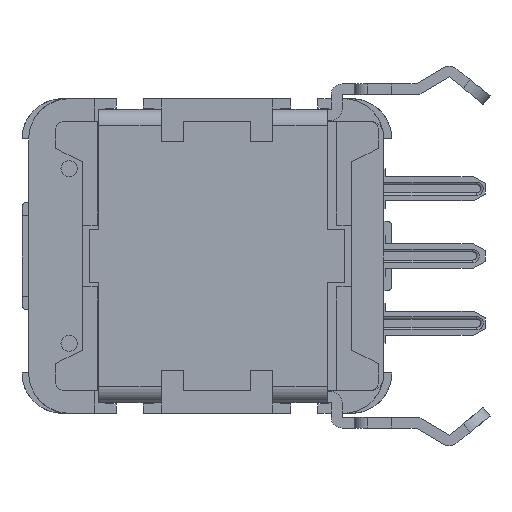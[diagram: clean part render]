
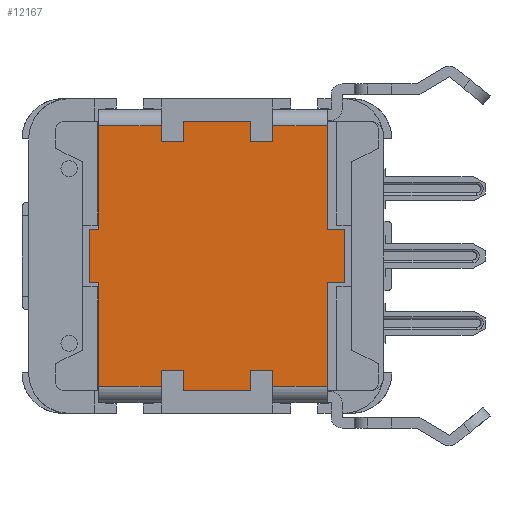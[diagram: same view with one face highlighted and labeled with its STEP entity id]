
A CAD part, front view. The second image highlights one B-rep face of the part: STEP entity #12167.
In plain terms, the highlighted planar face has unit normal (0, -1, 0).
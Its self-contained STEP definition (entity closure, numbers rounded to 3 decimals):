
#1366=DIRECTION('',(0.,0.,-1.));
#1367=VECTOR('',#1366,0.6);
#1368=CARTESIAN_POINT('',(2.075,0.4,-4.25));
#1369=LINE('',#1368,#1367);
#1392=DIRECTION('',(1.,0.,0.));
#1393=VECTOR('',#1392,0.825);
#1394=CARTESIAN_POINT('',(1.25,0.4,-4.25));
#1395=LINE('',#1394,#1393);
#1404=DIRECTION('',(0.,0.,1.));
#1405=VECTOR('',#1404,0.75);
#1406=CARTESIAN_POINT('',(1.25,0.4,-5.));
#1407=LINE('',#1406,#1405);
#1416=DIRECTION('',(1.,0.,0.));
#1417=VECTOR('',#1416,2.5);
#1418=CARTESIAN_POINT('',(-1.25,0.4,-5.));
#1419=LINE('',#1418,#1417);
#1428=DIRECTION('',(0.,0.,-1.));
#1429=VECTOR('',#1428,0.75);
#1430=CARTESIAN_POINT('',(-1.25,0.4,-4.25));
#1431=LINE('',#1430,#1429);
#1440=DIRECTION('',(1.,0.,0.));
#1441=VECTOR('',#1440,0.825);
#1442=CARTESIAN_POINT('',(-2.075,0.4,-4.25));
#1443=LINE('',#1442,#1441);
#1692=DIRECTION('',(1.,0.,0.));
#1693=VECTOR('',#1692,2.325);
#1694=CARTESIAN_POINT('',(-4.4,0.4,-4.85));
#1695=LINE('',#1694,#1693);
#1696=DIRECTION('',(0.,0.,1.));
#1697=VECTOR('',#1696,3.85);
#1698=CARTESIAN_POINT('',(-4.4,0.4,-4.85));
#1699=LINE('',#1698,#1697);
#1700=DIRECTION('',(-1.,0.,0.));
#1701=VECTOR('',#1700,0.35);
#1702=CARTESIAN_POINT('',(-4.4,0.4,-1.));
#1703=LINE('',#1702,#1701);
#1704=DIRECTION('',(0.,0.,1.));
#1705=VECTOR('',#1704,2.);
#1706=CARTESIAN_POINT('',(-4.75,0.4,-1.));
#1707=LINE('',#1706,#1705);
#1708=DIRECTION('',(1.,0.,0.));
#1709=VECTOR('',#1708,0.35);
#1710=CARTESIAN_POINT('',(-4.75,0.4,1.));
#1711=LINE('',#1710,#1709);
#1712=DIRECTION('',(0.,0.,1.));
#1713=VECTOR('',#1712,3.85);
#1714=CARTESIAN_POINT('',(-4.4,0.4,1.));
#1715=LINE('',#1714,#1713);
#1716=DIRECTION('',(0.,0.,1.));
#1717=VECTOR('',#1716,0.6);
#1718=CARTESIAN_POINT('',(2.075,0.4,4.25));
#1719=LINE('',#1718,#1717);
#1720=DIRECTION('',(0.,0.,-1.));
#1721=VECTOR('',#1720,3.85);
#1722=CARTESIAN_POINT('',(4.1,0.4,4.85));
#1723=LINE('',#1722,#1721);
#1724=DIRECTION('',(1.,0.,0.));
#1725=VECTOR('',#1724,0.65);
#1726=CARTESIAN_POINT('',(4.1,0.4,1.));
#1727=LINE('',#1726,#1725);
#1728=DIRECTION('',(0.,0.,-1.));
#1729=VECTOR('',#1728,2.);
#1730=CARTESIAN_POINT('',(4.75,0.4,1.));
#1731=LINE('',#1730,#1729);
#1732=DIRECTION('',(-1.,0.,0.));
#1733=VECTOR('',#1732,0.65);
#1734=CARTESIAN_POINT('',(4.75,0.4,-1.));
#1735=LINE('',#1734,#1733);
#1736=DIRECTION('',(0.,0.,-1.));
#1737=VECTOR('',#1736,3.85);
#1738=CARTESIAN_POINT('',(4.1,0.4,-1.));
#1739=LINE('',#1738,#1737);
#1740=DIRECTION('',(0.,0.,-1.));
#1741=VECTOR('',#1740,0.6);
#1742=CARTESIAN_POINT('',(-2.075,0.4,-4.25));
#1743=LINE('',#1742,#1741);
#1748=DIRECTION('',(-1.,0.,0.));
#1749=VECTOR('',#1748,2.325);
#1750=CARTESIAN_POINT('',(-2.075,0.4,4.85));
#1751=LINE('',#1750,#1749);
#1970=DIRECTION('',(0.,0.,1.));
#1971=VECTOR('',#1970,0.6);
#1972=CARTESIAN_POINT('',(-2.075,0.4,4.25));
#1973=LINE('',#1972,#1971);
#2000=DIRECTION('',(-1.,0.,0.));
#2001=VECTOR('',#2000,0.825);
#2002=CARTESIAN_POINT('',(-1.25,0.4,4.25));
#2003=LINE('',#2002,#2001);
#2012=DIRECTION('',(0.,0.,-1.));
#2013=VECTOR('',#2012,0.75);
#2014=CARTESIAN_POINT('',(-1.25,0.4,5.));
#2015=LINE('',#2014,#2013);
#2024=DIRECTION('',(-1.,0.,0.));
#2025=VECTOR('',#2024,2.5);
#2026=CARTESIAN_POINT('',(1.25,0.4,5.));
#2027=LINE('',#2026,#2025);
#2036=DIRECTION('',(0.,0.,1.));
#2037=VECTOR('',#2036,0.75);
#2038=CARTESIAN_POINT('',(1.25,0.4,4.25));
#2039=LINE('',#2038,#2037);
#2048=DIRECTION('',(-1.,0.,0.));
#2049=VECTOR('',#2048,0.825);
#2050=CARTESIAN_POINT('',(2.075,0.4,4.25));
#2051=LINE('',#2050,#2049);
#2118=DIRECTION('',(-1.,0.,0.));
#2119=VECTOR('',#2118,2.025);
#2120=CARTESIAN_POINT('',(4.1,0.4,4.85));
#2121=LINE('',#2120,#2119);
#2502=DIRECTION('',(1.,0.,0.));
#2503=VECTOR('',#2502,2.025);
#2504=CARTESIAN_POINT('',(2.075,0.4,-4.85));
#2505=LINE('',#2504,#2503);
#8727=CARTESIAN_POINT('',(-4.4,0.4,-4.85));
#8728=CARTESIAN_POINT('',(-4.4,0.4,-1.));
#8729=VERTEX_POINT('',#8727);
#8730=VERTEX_POINT('',#8728);
#8915=CARTESIAN_POINT('',(-2.075,0.4,-4.85));
#8916=VERTEX_POINT('',#8915);
#8917=CARTESIAN_POINT('',(-2.075,0.4,-4.25));
#8918=VERTEX_POINT('',#8917);
#8919=CARTESIAN_POINT('',(-4.75,0.4,-1.));
#8920=VERTEX_POINT('',#8919);
#8921=CARTESIAN_POINT('',(-4.75,0.4,1.));
#8922=VERTEX_POINT('',#8921);
#8923=CARTESIAN_POINT('',(-4.4,0.4,1.));
#8924=VERTEX_POINT('',#8923);
#8925=CARTESIAN_POINT('',(-4.4,0.4,4.85));
#8926=VERTEX_POINT('',#8925);
#8927=CARTESIAN_POINT('',(-2.075,0.4,4.85));
#8928=VERTEX_POINT('',#8927);
#8929=CARTESIAN_POINT('',(-2.075,0.4,4.25));
#8930=VERTEX_POINT('',#8929);
#8931=CARTESIAN_POINT('',(-1.25,0.4,4.25));
#8932=VERTEX_POINT('',#8931);
#8933=CARTESIAN_POINT('',(-1.25,0.4,5.));
#8934=VERTEX_POINT('',#8933);
#8935=CARTESIAN_POINT('',(1.25,0.4,5.));
#8936=VERTEX_POINT('',#8935);
#8937=CARTESIAN_POINT('',(1.25,0.4,4.25));
#8938=VERTEX_POINT('',#8937);
#8939=CARTESIAN_POINT('',(2.075,0.4,4.25));
#8940=VERTEX_POINT('',#8939);
#8941=CARTESIAN_POINT('',(2.075,0.4,4.85));
#8942=VERTEX_POINT('',#8941);
#8943=CARTESIAN_POINT('',(4.1,0.4,4.85));
#8944=VERTEX_POINT('',#8943);
#8945=CARTESIAN_POINT('',(4.1,0.4,1.));
#8946=VERTEX_POINT('',#8945);
#8947=CARTESIAN_POINT('',(4.75,0.4,1.));
#8948=VERTEX_POINT('',#8947);
#8949=CARTESIAN_POINT('',(4.75,0.4,-1.));
#8950=VERTEX_POINT('',#8949);
#8951=CARTESIAN_POINT('',(4.1,0.4,-1.));
#8952=VERTEX_POINT('',#8951);
#8953=CARTESIAN_POINT('',(4.1,0.4,-4.85));
#8954=VERTEX_POINT('',#8953);
#8955=CARTESIAN_POINT('',(2.075,0.4,-4.85));
#8956=VERTEX_POINT('',#8955);
#8957=CARTESIAN_POINT('',(2.075,0.4,-4.25));
#8958=VERTEX_POINT('',#8957);
#8959=CARTESIAN_POINT('',(1.25,0.4,-4.25));
#8960=VERTEX_POINT('',#8959);
#8961=CARTESIAN_POINT('',(1.25,0.4,-5.));
#8962=VERTEX_POINT('',#8961);
#8963=CARTESIAN_POINT('',(-1.25,0.4,-5.));
#8964=VERTEX_POINT('',#8963);
#8965=CARTESIAN_POINT('',(-1.25,0.4,-4.25));
#8966=VERTEX_POINT('',#8965);
#12118=CARTESIAN_POINT('',(0.,0.4,0.));
#12119=DIRECTION('',(0.,-1.,0.));
#12120=DIRECTION('',(1.,0.,0.));
#12121=AXIS2_PLACEMENT_3D('',#12118,#12119,#12120);
#12122=PLANE('',#12121);
#12123=ORIENTED_EDGE('',*,*,#12113,.F.);
#12124=ORIENTED_EDGE('',*,*,#10717,.T.);
#12125=ORIENTED_EDGE('',*,*,#10742,.T.);
#12126=ORIENTED_EDGE('',*,*,#10756,.T.);
#12127=ORIENTED_EDGE('',*,*,#10770,.T.);
#12128=ORIENTED_EDGE('',*,*,#10794,.T.);
#12130=ORIENTED_EDGE('',*,*,#12129,.F.);
#12132=ORIENTED_EDGE('',*,*,#12131,.F.);
#12134=ORIENTED_EDGE('',*,*,#12133,.F.);
#12136=ORIENTED_EDGE('',*,*,#12135,.F.);
#12138=ORIENTED_EDGE('',*,*,#12137,.F.);
#12140=ORIENTED_EDGE('',*,*,#12139,.F.);
#12142=ORIENTED_EDGE('',*,*,#12141,.F.);
#12144=ORIENTED_EDGE('',*,*,#12143,.T.);
#12146=ORIENTED_EDGE('',*,*,#12145,.F.);
#12147=ORIENTED_EDGE('',*,*,#10570,.T.);
#12149=ORIENTED_EDGE('',*,*,#12148,.T.);
#12151=ORIENTED_EDGE('',*,*,#12150,.T.);
#12153=ORIENTED_EDGE('',*,*,#12152,.T.);
#12155=ORIENTED_EDGE('',*,*,#12154,.T.);
#12157=ORIENTED_EDGE('',*,*,#12156,.F.);
#12158=ORIENTED_EDGE('',*,*,#11798,.F.);
#12159=ORIENTED_EDGE('',*,*,#11822,.F.);
#12160=ORIENTED_EDGE('',*,*,#11836,.F.);
#12161=ORIENTED_EDGE('',*,*,#11850,.F.);
#12162=ORIENTED_EDGE('',*,*,#11864,.F.);
#12163=ORIENTED_EDGE('',*,*,#11878,.F.);
#12164=ORIENTED_EDGE('',*,*,#11901,.T.);
#12165=EDGE_LOOP('',(#12123,#12124,#12125,#12126,#12127,#12128,#12130,#12132,
#12134,#12136,#12138,#12140,#12142,#12144,#12146,#12147,#12149,#12151,#12153,
#12155,#12157,#12158,#12159,#12160,#12161,#12162,#12163,#12164));
#12166=FACE_OUTER_BOUND('',#12165,.F.);
#12167=ADVANCED_FACE('',(#12166),#12122,.T.);
#10570=EDGE_CURVE('',#8944,#8946,#1723,.T.);
#10717=EDGE_CURVE('',#8729,#8730,#1699,.T.);
#10742=EDGE_CURVE('',#8730,#8920,#1703,.T.);
#10756=EDGE_CURVE('',#8920,#8922,#1707,.T.);
#10770=EDGE_CURVE('',#8922,#8924,#1711,.T.);
#10794=EDGE_CURVE('',#8924,#8926,#1715,.T.);
#11798=EDGE_CURVE('',#8958,#8956,#1369,.T.);
#11822=EDGE_CURVE('',#8960,#8958,#1395,.T.);
#11836=EDGE_CURVE('',#8962,#8960,#1407,.T.);
#11850=EDGE_CURVE('',#8964,#8962,#1419,.T.);
#11864=EDGE_CURVE('',#8966,#8964,#1431,.T.);
#11878=EDGE_CURVE('',#8918,#8966,#1443,.T.);
#11901=EDGE_CURVE('',#8918,#8916,#1743,.T.);
#12113=EDGE_CURVE('',#8729,#8916,#1695,.T.);
#12129=EDGE_CURVE('',#8928,#8926,#1751,.T.);
#12131=EDGE_CURVE('',#8930,#8928,#1973,.T.);
#12133=EDGE_CURVE('',#8932,#8930,#2003,.T.);
#12135=EDGE_CURVE('',#8934,#8932,#2015,.T.);
#12137=EDGE_CURVE('',#8936,#8934,#2027,.T.);
#12139=EDGE_CURVE('',#8938,#8936,#2039,.T.);
#12141=EDGE_CURVE('',#8940,#8938,#2051,.T.);
#12143=EDGE_CURVE('',#8940,#8942,#1719,.T.);
#12145=EDGE_CURVE('',#8944,#8942,#2121,.T.);
#12148=EDGE_CURVE('',#8946,#8948,#1727,.T.);
#12150=EDGE_CURVE('',#8948,#8950,#1731,.T.);
#12152=EDGE_CURVE('',#8950,#8952,#1735,.T.);
#12154=EDGE_CURVE('',#8952,#8954,#1739,.T.);
#12156=EDGE_CURVE('',#8956,#8954,#2505,.T.);
